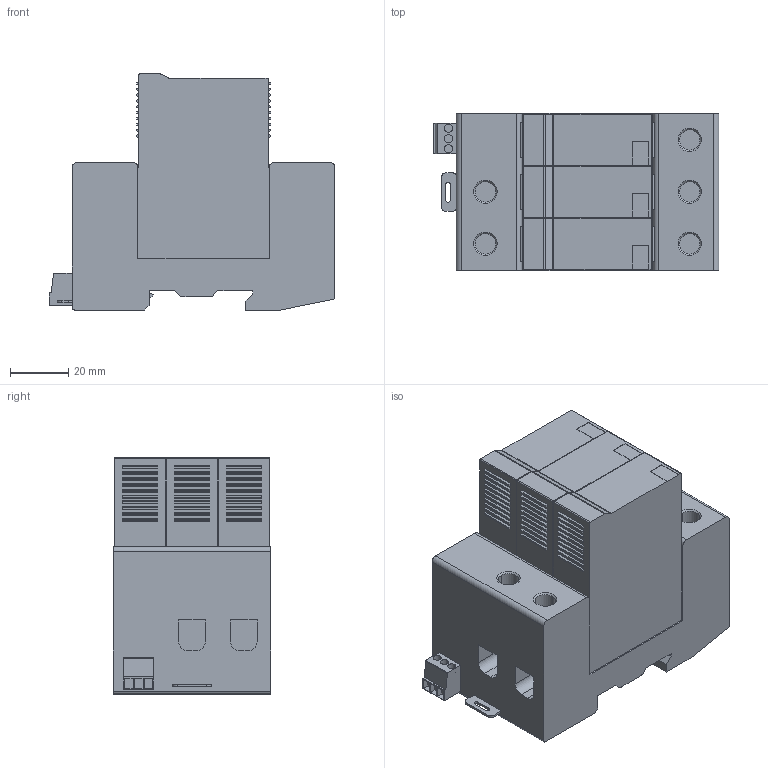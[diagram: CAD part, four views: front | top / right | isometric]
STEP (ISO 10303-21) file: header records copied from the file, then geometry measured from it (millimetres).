
FILE_DESCRIPTION(('Creo Elements/Direct Modeling STEP Export'),'2;1');
FILE_NAME('DS133VGS.stp','2017-10-10T10:18:32',(''),(''),'Creo Elements/Direct Modeling STEP processor for AP214 (Solid Model)','Creo Elements/Direct Modeling 20.0AP0401 12-May-2017 (C) Parametric Technology GmbH','');
FILE_SCHEMA(('AUTOMOTIVE_DESIGN { 1 0 10303 214 1 1 1 1 }'));
Length unit declared in the file: millimetre
Products named in the file (1): DS133VGS
Bounding box: 97.95 x 54 x 80.9 mm (x, y, z)
Volume: 291019.5 mm3; surface area: 42369.7 mm2
Topology: 1 solids, 1 shells, 500 faces, 1237 edges, 823 vertices
Faces by surface type: plane 443, cylinder 47, cone 10
Entity records: 14304 total; most frequent: CARTESIAN_POINT 2494, ORIENTED_EDGE 2474, DIRECTION 2237, EDGE_CURVE 1237, VECTOR 1105, LINE 1105, VERTEX_POINT 823, EDGE_LOOP 586
